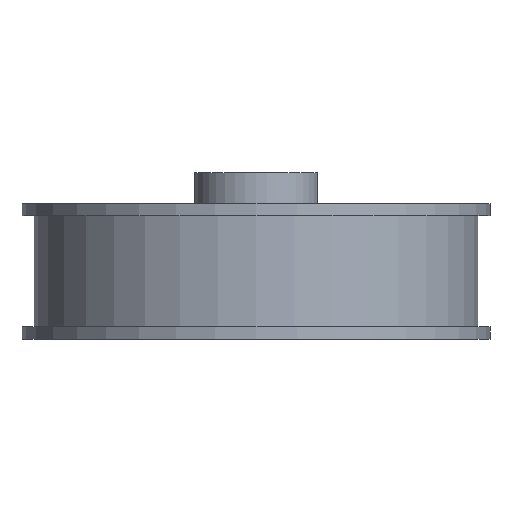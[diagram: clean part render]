
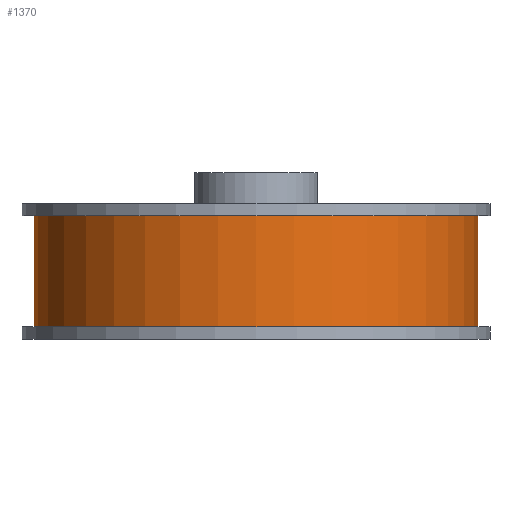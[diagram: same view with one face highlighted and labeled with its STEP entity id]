
A CAD part, front view. The second image highlights one B-rep face of the part: STEP entity #1370.
In plain terms, the highlighted cylindrical face has radius 35.971 mm (diameter 71.942 mm), a partial arc.
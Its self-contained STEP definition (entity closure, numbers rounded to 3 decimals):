
#41 = CARTESIAN_POINT ( 'NONE',  ( 35.971, 0., -9. ) ) ;
#58 = CARTESIAN_POINT ( 'NONE',  ( -35.971, 0., -9. ) ) ;
#68 = LINE ( 'NONE', #898, #1292 ) ;
#127 = DIRECTION ( 'NONE',  ( 1., 0., 0. ) ) ;
#138 = ORIENTED_EDGE ( 'NONE', *, *, #960, .F. ) ;
#145 = DIRECTION ( 'NONE',  ( 1., 0., 0. ) ) ;
#149 = CIRCLE ( 'NONE', #865, 35.971 ) ;
#226 = DIRECTION ( 'NONE',  ( 0., 0., 1. ) ) ;
#243 = CARTESIAN_POINT ( 'NONE',  ( 35.971, 0., 9. ) ) ;
#302 = ORIENTED_EDGE ( 'NONE', *, *, #1659, .T. ) ;
#394 = DIRECTION ( 'NONE',  ( 0., 0., 1. ) ) ;
#460 = CARTESIAN_POINT ( 'NONE',  ( 35.971, 0., 10. ) ) ;
#469 = ORIENTED_EDGE ( 'NONE', *, *, #702, .F. ) ;
#504 = DIRECTION ( 'NONE',  ( 1., 0., 0. ) ) ;
#526 = CYLINDRICAL_SURFACE ( 'NONE', #722, 35.971 ) ;
#568 = CARTESIAN_POINT ( 'NONE',  ( 0., 0., 9. ) ) ;
#646 = VERTEX_POINT ( 'NONE', #910 ) ;
#702 = EDGE_CURVE ( 'NONE', #646, #1295, #1681, .T. ) ;
#722 = AXIS2_PLACEMENT_3D ( 'NONE', #816, #1363, #504 ) ;
#730 = DIRECTION ( 'NONE',  ( 0., 0., 1. ) ) ;
#736 = VERTEX_POINT ( 'NONE', #41 ) ;
#816 = CARTESIAN_POINT ( 'NONE',  ( 0., 0., 10. ) ) ;
#865 = AXIS2_PLACEMENT_3D ( 'NONE', #1092, #394, #127 ) ;
#898 = CARTESIAN_POINT ( 'NONE',  ( -35.971, 0., 10. ) ) ;
#910 = CARTESIAN_POINT ( 'NONE',  ( -35.971, 0., 9. ) ) ;
#935 = ORIENTED_EDGE ( 'NONE', *, *, #1101, .T. ) ;
#942 = VERTEX_POINT ( 'NONE', #58 ) ;
#960 = EDGE_CURVE ( 'NONE', #942, #646, #68, .T. ) ;
#985 = EDGE_LOOP ( 'NONE', ( #138, #935, #302, #469 ) ) ;
#1092 = CARTESIAN_POINT ( 'NONE',  ( 0., 0., -9. ) ) ;
#1101 = EDGE_CURVE ( 'NONE', #942, #736, #149, .T. ) ;
#1201 = FACE_OUTER_BOUND ( 'NONE', #985, .T. ) ;
#1292 = VECTOR ( 'NONE', #226, 1000. ) ;
#1295 = VERTEX_POINT ( 'NONE', #243 ) ;
#1320 = AXIS2_PLACEMENT_3D ( 'NONE', #568, #730, #145 ) ;
#1363 = DIRECTION ( 'NONE',  ( 0., 0., 1. ) ) ;
#1370 = ADVANCED_FACE ( 'NONE', ( #1201 ), #526, .T. ) ;
#1508 = VECTOR ( 'NONE', #1745, 1000. ) ;
#1579 = LINE ( 'NONE', #460, #1508 ) ;
#1659 = EDGE_CURVE ( 'NONE', #736, #1295, #1579, .T. ) ;
#1681 = CIRCLE ( 'NONE', #1320, 35.971 ) ;
#1745 = DIRECTION ( 'NONE',  ( 0., 0., 1. ) ) ;
